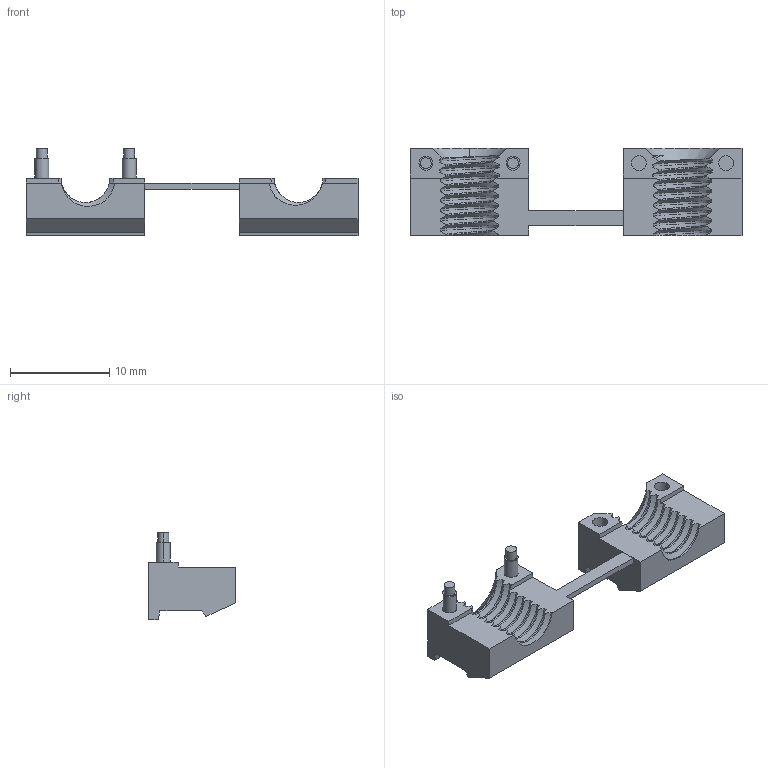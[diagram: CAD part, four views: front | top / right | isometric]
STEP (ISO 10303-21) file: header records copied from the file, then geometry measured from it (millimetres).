
FILE_DESCRIPTION (( 'STEP AP214' ), '1' );
FILE_NAME ('096sm10m06.STEP', '2014-08-19T05:50:16', ( '' ), ( '' ), 'SwSTEP 2.0', 'SolidWorks 2014', '' );
FILE_SCHEMA (( 'AUTOMOTIVE_DESIGN' ));
Length unit declared in the file: millimetre
Products named in the file (1): 096sm10m06
Bounding box: 33.5 x 8.8 x 8.8 mm (x, y, z)
Volume: 797.3 mm3; surface area: 1021.6 mm2
Topology: 2 solids, 2 shells, 133 faces, 369 edges, 246 vertices
Faces by surface type: bspline 52, plane 40, cylinder 37, cone 4
Entity records: 26096 total; most frequent: CARTESIAN_POINT 21887, ORIENTED_EDGE 738, EDGE_CURVE 369, DIRECTION 365, VERTEX_POINT 246, LINE 139, EDGE_LOOP 139, VECTOR 139
